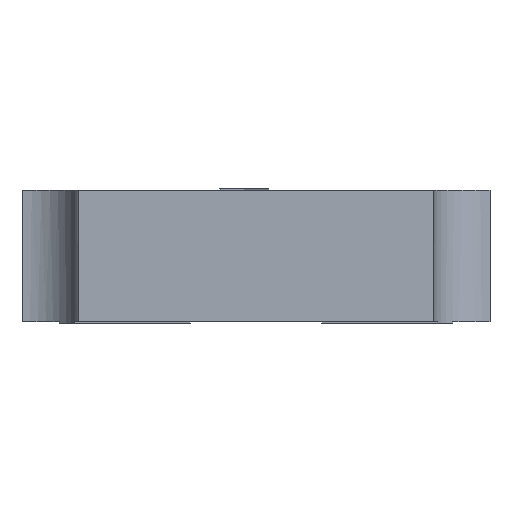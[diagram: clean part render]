
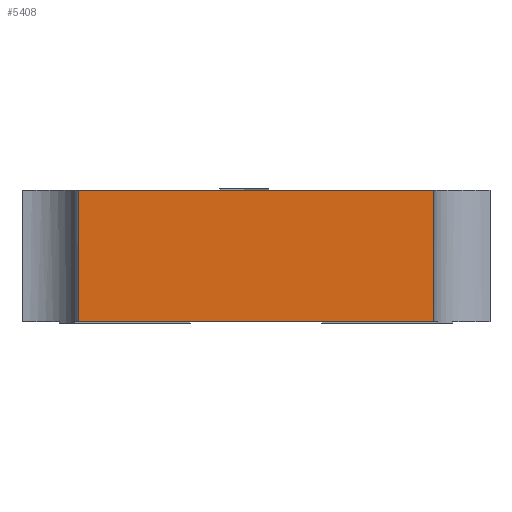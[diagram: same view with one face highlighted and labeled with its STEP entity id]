
A CAD part, left-side view. The second image highlights one B-rep face of the part: STEP entity #5408.
In plain terms, the highlighted planar face has unit normal (-1, 0, 0).
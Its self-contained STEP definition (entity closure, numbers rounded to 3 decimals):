
#670 = DIRECTION ( 'NONE',  ( 1., 0., 0. ) ) ;
#806 = DIRECTION ( 'NONE',  ( 0., 0., 1. ) ) ;
#920 = FACE_OUTER_BOUND ( 'NONE', #4640, .T. ) ;
#1171 = PLANE ( 'NONE',  #4685 ) ;
#1380 = ORIENTED_EDGE ( 'NONE', *, *, #3116, .T. ) ;
#1579 = VERTEX_POINT ( 'NONE', #1943 ) ;
#1685 = EDGE_CURVE ( 'NONE', #5453, #1579, #7108, .T. ) ;
#1943 = CARTESIAN_POINT ( 'NONE',  ( -1.6, -0.949, 0. ) ) ;
#2109 = CARTESIAN_POINT ( 'NONE',  ( -1.6, -0.949, 0.7 ) ) ;
#2326 = VECTOR ( 'NONE', #7377, 1000. ) ;
#2870 = DIRECTION ( 'NONE',  ( 0., -1., 0. ) ) ;
#3111 = CARTESIAN_POINT ( 'NONE',  ( -1.6, -0.949, -0.3 ) ) ;
#3116 = EDGE_CURVE ( 'NONE', #3222, #5453, #5851, .T. ) ;
#3182 = CARTESIAN_POINT ( 'NONE',  ( -1.6, 0.951, -0.3 ) ) ;
#3222 = VERTEX_POINT ( 'NONE', #6696 ) ;
#3371 = CARTESIAN_POINT ( 'NONE',  ( -1.6, 1.251, 0.7 ) ) ;
#3612 = CARTESIAN_POINT ( 'NONE',  ( -1.6, 0.951, 0. ) ) ;
#3722 = VECTOR ( 'NONE', #806, 1000. ) ;
#3852 = ORIENTED_EDGE ( 'NONE', *, *, #5597, .T. ) ;
#4129 = CARTESIAN_POINT ( 'NONE',  ( -1.6, 1.251, 0.7 ) ) ;
#4488 = EDGE_CURVE ( 'NONE', #3222, #6716, #6732, .T. ) ;
#4640 = EDGE_LOOP ( 'NONE', ( #6103, #3852, #5439, #1380 ) ) ;
#4685 = AXIS2_PLACEMENT_3D ( 'NONE', #4129, #670, #4699 ) ;
#4699 = DIRECTION ( 'NONE',  ( 0., 1., 0. ) ) ;
#5254 = LINE ( 'NONE', #3111, #3722 ) ;
#5408 = ADVANCED_FACE ( 'NONE', ( #920 ), #1171, .F. ) ;
#5439 = ORIENTED_EDGE ( 'NONE', *, *, #4488, .F. ) ;
#5453 = VERTEX_POINT ( 'NONE', #3612 ) ;
#5593 = VECTOR ( 'NONE', #2870, 1000. ) ;
#5597 = EDGE_CURVE ( 'NONE', #1579, #6716, #5254, .T. ) ;
#5668 = VECTOR ( 'NONE', #6019, 1000. ) ;
#5733 = CARTESIAN_POINT ( 'NONE',  ( -1.6, 1.251, 0. ) ) ;
#5851 = LINE ( 'NONE', #3182, #5668 ) ;
#6019 = DIRECTION ( 'NONE',  ( 0., 0., -1. ) ) ;
#6103 = ORIENTED_EDGE ( 'NONE', *, *, #1685, .T. ) ;
#6696 = CARTESIAN_POINT ( 'NONE',  ( -1.6, 0.951, 0.7 ) ) ;
#6716 = VERTEX_POINT ( 'NONE', #2109 ) ;
#6732 = LINE ( 'NONE', #3371, #2326 ) ;
#7108 = LINE ( 'NONE', #5733, #5593 ) ;
#7377 = DIRECTION ( 'NONE',  ( 0., -1., 0. ) ) ;
